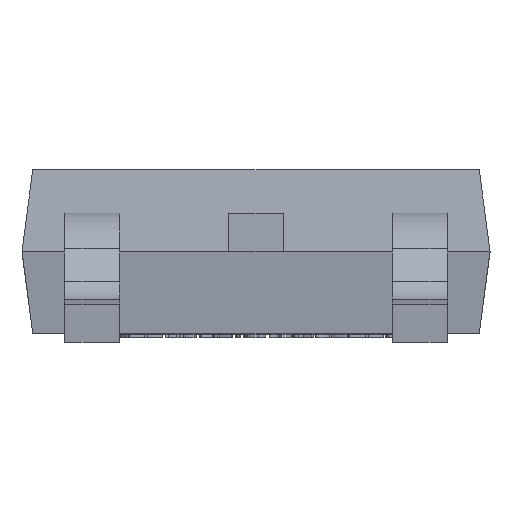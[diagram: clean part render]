
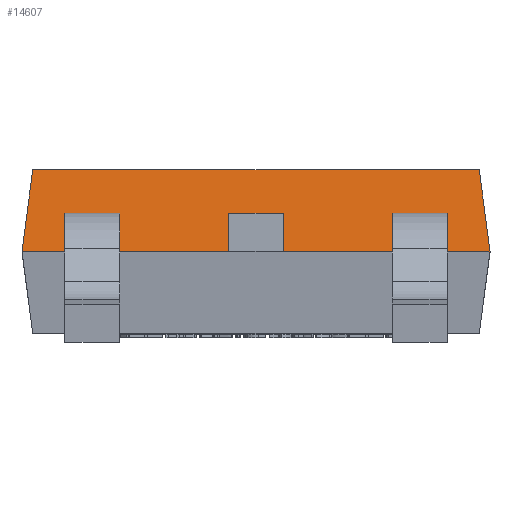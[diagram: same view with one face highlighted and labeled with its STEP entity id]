
A CAD part, top view. The second image highlights one B-rep face of the part: STEP entity #14607.
In plain terms, the highlighted planar face has unit normal (0, 0.131, 0.991).
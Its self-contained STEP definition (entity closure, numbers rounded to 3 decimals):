
#3056=DIRECTION('',(-1.,0.,0.));
#3057=VECTOR('',#3056,0.598);
#3058=CARTESIAN_POINT('',(-2.673,0.,3.048));
#3059=LINE('',#3058,#3057);
#3070=DIRECTION('',(-1.,0.,0.));
#3071=VECTOR('',#3070,1.525);
#3072=CARTESIAN_POINT('',(-0.383,0.,3.048));
#3073=LINE('',#3072,#3071);
#3084=DIRECTION('',(-1.,0.,0.));
#3085=VECTOR('',#3084,1.525);
#3086=CARTESIAN_POINT('',(1.908,0.,3.048));
#3087=LINE('',#3086,#3085);
#3098=DIRECTION('',(-1.,0.,0.));
#3099=VECTOR('',#3098,0.598);
#3100=CARTESIAN_POINT('',(3.27,0.,3.048));
#3101=LINE('',#3100,#3099);
#3112=DIRECTION('',(-1.,0.,0.));
#3113=VECTOR('',#3112,6.239);
#3114=CARTESIAN_POINT('',(3.12,1.143,2.897));
#3115=LINE('',#3114,#3113);
#3119=DIRECTION('',(-0.129,0.983,-0.129));
#3120=VECTOR('',#3119,1.162);
#3121=CARTESIAN_POINT('',(3.27,0.,3.048));
#3122=LINE('',#3121,#3120);
#3126=DIRECTION('',(1.,0.,0.));
#3127=VECTOR('',#3126,0.765);
#3128=CARTESIAN_POINT('',(1.908,0.535,2.977));
#3129=LINE('',#3128,#3127);
#3133=DIRECTION('',(1.,0.,0.));
#3134=VECTOR('',#3133,0.765);
#3135=CARTESIAN_POINT('',(-0.383,0.535,2.977));
#3136=LINE('',#3135,#3134);
#3147=DIRECTION('',(0.129,0.983,-0.129));
#3148=VECTOR('',#3147,1.162);
#3149=CARTESIAN_POINT('',(-3.27,0.,3.048));
#3150=LINE('',#3149,#3148);
#5338=DIRECTION('',(0.,0.991,-0.131));
#5339=VECTOR('',#5338,0.54);
#5340=CARTESIAN_POINT('',(2.673,0.,3.048));
#5341=LINE('',#5340,#5339);
#5500=DIRECTION('',(0.,-0.991,0.131));
#5501=VECTOR('',#5500,0.54);
#5502=CARTESIAN_POINT('',(1.908,0.535,2.977));
#5503=LINE('',#5502,#5501);
#5584=DIRECTION('',(0.,0.991,-0.131));
#5585=VECTOR('',#5584,0.54);
#5586=CARTESIAN_POINT('',(0.383,0.,3.048));
#5587=LINE('',#5586,#5585);
#5619=DIRECTION('',(0.,-0.991,0.131));
#5620=VECTOR('',#5619,0.54);
#5621=CARTESIAN_POINT('',(-0.383,0.535,2.977));
#5622=LINE('',#5621,#5620);
#5721=DIRECTION('',(0.,0.991,-0.131));
#5722=VECTOR('',#5721,0.54);
#5723=CARTESIAN_POINT('',(-1.908,0.,3.048));
#5724=LINE('',#5723,#5722);
#5735=DIRECTION('',(0.,-0.991,0.131));
#5736=VECTOR('',#5735,0.54);
#5737=CARTESIAN_POINT('',(-2.673,0.535,2.977));
#5738=LINE('',#5737,#5736);
#5830=DIRECTION('',(-1.,0.,0.));
#5831=VECTOR('',#5830,0.765);
#5832=CARTESIAN_POINT('',(-1.908,0.535,2.977));
#5833=LINE('',#5832,#5831);
#11576=CARTESIAN_POINT('',(1.908,0.,3.048));
#11578=VERTEX_POINT('',#11576);
#11581=CARTESIAN_POINT('',(2.673,0.535,2.977));
#11583=VERTEX_POINT('',#11581);
#11585=CARTESIAN_POINT('',(1.908,0.535,2.977));
#11587=VERTEX_POINT('',#11585);
#11626=CARTESIAN_POINT('',(-0.383,0.535,2.977));
#11627=CARTESIAN_POINT('',(-0.383,0.,3.048));
#11628=VERTEX_POINT('',#11626);
#11629=VERTEX_POINT('',#11627);
#11630=CARTESIAN_POINT('',(-1.908,0.,3.048));
#11631=CARTESIAN_POINT('',(-1.908,0.535,2.977));
#11632=VERTEX_POINT('',#11630);
#11633=VERTEX_POINT('',#11631);
#11634=CARTESIAN_POINT('',(0.383,0.535,2.977));
#11635=VERTEX_POINT('',#11634);
#11636=CARTESIAN_POINT('',(-2.673,0.535,2.977));
#11637=CARTESIAN_POINT('',(-2.673,0.,3.048));
#11638=VERTEX_POINT('',#11636);
#11639=VERTEX_POINT('',#11637);
#11640=CARTESIAN_POINT('',(0.383,0.,3.048));
#11641=VERTEX_POINT('',#11640);
#11642=CARTESIAN_POINT('',(3.12,1.143,2.897));
#11643=CARTESIAN_POINT('',(-3.12,1.143,2.897));
#11644=VERTEX_POINT('',#11642);
#11645=VERTEX_POINT('',#11643);
#11646=CARTESIAN_POINT('',(3.27,0.,3.048));
#11647=VERTEX_POINT('',#11646);
#11652=CARTESIAN_POINT('',(2.673,0.,3.048));
#11653=VERTEX_POINT('',#11652);
#11676=CARTESIAN_POINT('',(-3.27,0.,3.048));
#11678=VERTEX_POINT('',#11676);
#14572=CARTESIAN_POINT('',(-3.27,0.,3.048));
#14573=DIRECTION('',(0.,0.131,0.991));
#14574=DIRECTION('',(0.,-0.991,0.131));
#14575=AXIS2_PLACEMENT_3D('',#14572,#14573,#14574);
#14576=PLANE('',#14575);
#14577=ORIENTED_EDGE('',*,*,#14544,.T.);
#14579=ORIENTED_EDGE('',*,*,#14578,.T.);
#14581=ORIENTED_EDGE('',*,*,#14580,.F.);
#14583=ORIENTED_EDGE('',*,*,#14582,.F.);
#14584=ORIENTED_EDGE('',*,*,#14556,.T.);
#14586=ORIENTED_EDGE('',*,*,#14585,.T.);
#14588=ORIENTED_EDGE('',*,*,#14587,.F.);
#14590=ORIENTED_EDGE('',*,*,#14589,.T.);
#14591=ORIENTED_EDGE('',*,*,#14552,.T.);
#14593=ORIENTED_EDGE('',*,*,#14592,.T.);
#14595=ORIENTED_EDGE('',*,*,#14594,.F.);
#14597=ORIENTED_EDGE('',*,*,#14596,.T.);
#14598=ORIENTED_EDGE('',*,*,#14548,.T.);
#14600=ORIENTED_EDGE('',*,*,#14599,.T.);
#14602=ORIENTED_EDGE('',*,*,#14601,.T.);
#14604=ORIENTED_EDGE('',*,*,#14603,.T.);
#14605=EDGE_LOOP('',(#14577,#14579,#14581,#14583,#14584,#14586,#14588,#14590,
#14591,#14593,#14595,#14597,#14598,#14600,#14602,#14604));
#14606=FACE_OUTER_BOUND('',#14605,.F.);
#14544=EDGE_CURVE('',#11639,#11678,#3059,.T.);
#14548=EDGE_CURVE('',#11629,#11632,#3073,.T.);
#14552=EDGE_CURVE('',#11578,#11641,#3087,.T.);
#14556=EDGE_CURVE('',#11647,#11653,#3101,.T.);
#14578=EDGE_CURVE('',#11678,#11645,#3150,.T.);
#14580=EDGE_CURVE('',#11644,#11645,#3115,.T.);
#14582=EDGE_CURVE('',#11647,#11644,#3122,.T.);
#14585=EDGE_CURVE('',#11653,#11583,#5341,.T.);
#14587=EDGE_CURVE('',#11587,#11583,#3129,.T.);
#14589=EDGE_CURVE('',#11587,#11578,#5503,.T.);
#14592=EDGE_CURVE('',#11641,#11635,#5587,.T.);
#14594=EDGE_CURVE('',#11628,#11635,#3136,.T.);
#14596=EDGE_CURVE('',#11628,#11629,#5622,.T.);
#14599=EDGE_CURVE('',#11632,#11633,#5724,.T.);
#14601=EDGE_CURVE('',#11633,#11638,#5833,.T.);
#14603=EDGE_CURVE('',#11638,#11639,#5738,.T.);
#14607=ADVANCED_FACE('',(#14606),#14576,.T.);
